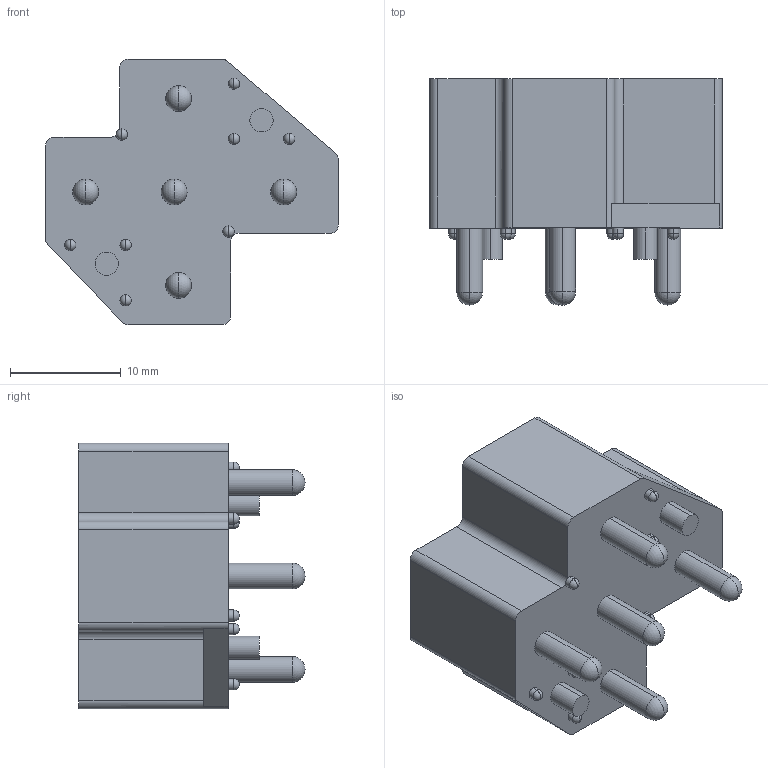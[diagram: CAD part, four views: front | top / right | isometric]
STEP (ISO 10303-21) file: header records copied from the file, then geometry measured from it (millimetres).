
FILE_DESCRIPTION (( 'STEP AP214' ), '1' );
FILE_NAME ('VCF4-1000.STEP', '2025-03-15T14:15:19', ( 'LENOVO' ), ( '' ), 'SwSTEP 2.0', 'SolidWorks 2021', '' );
FILE_SCHEMA (( 'AUTOMOTIVE_DESIGN' ));
Length unit declared in the file: inch
Products named in the file (1): VCF4-1000
Bounding box: 26.49 x 20.45 x 24 mm (x, y, z)
Volume: 5324.2 mm3; surface area: 2585 mm2
Topology: 6 solids, 6 shells, 164 faces, 431 edges, 267 vertices
Faces by surface type: plane 96, cylinder 42, sphere 26
Entity records: 4716 total; most frequent: DIRECTION 827, CARTESIAN_POINT 785, ORIENTED_EDGE 758, EDGE_CURVE 379, AXIS2_PLACEMENT_3D 283, LINE 261, VECTOR 261, VERTEX_POINT 241
